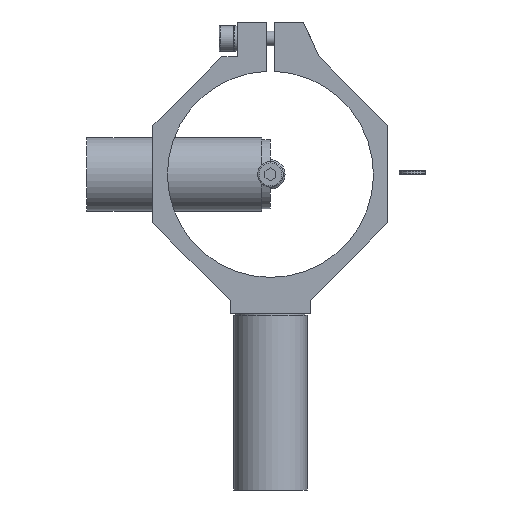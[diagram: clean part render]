
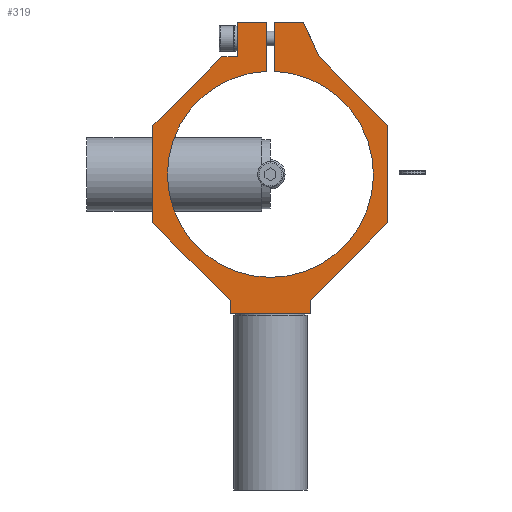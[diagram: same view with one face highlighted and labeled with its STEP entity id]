
A CAD part, left-side view. The second image highlights one B-rep face of the part: STEP entity #319.
In plain terms, the highlighted planar face has unit normal (-1, 0, 0).
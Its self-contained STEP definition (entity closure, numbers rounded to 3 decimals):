
#319 = ADVANCED_FACE( '', ( #837 ), #838, .T. );
#837 = FACE_OUTER_BOUND( '', #1574, .T. );
#838 = PLANE( '', #1575 );
#1574 = EDGE_LOOP( '', ( #2613, #2614, #2615, #2616, #2617, #2618, #2619, #2620, #2621, #2622, #2623, #2624, #2625, #2626, #2627, #2628, #2629 ) );
#1575 = AXIS2_PLACEMENT_3D( '', #2630, #2631, #2632 );
#2613 = ORIENTED_EDGE( '', *, *, #4800, .F. );
#2614 = ORIENTED_EDGE( '', *, *, #4801, .F. );
#2615 = ORIENTED_EDGE( '', *, *, #4802, .T. );
#2616 = ORIENTED_EDGE( '', *, *, #4803, .T. );
#2617 = ORIENTED_EDGE( '', *, *, #4781, .F. );
#2618 = ORIENTED_EDGE( '', *, *, #4804, .T. );
#2619 = ORIENTED_EDGE( '', *, *, #4805, .T. );
#2620 = ORIENTED_EDGE( '', *, *, #4806, .T. );
#2621 = ORIENTED_EDGE( '', *, *, #4807, .T. );
#2622 = ORIENTED_EDGE( '', *, *, #4808, .T. );
#2623 = ORIENTED_EDGE( '', *, *, #4809, .T. );
#2624 = ORIENTED_EDGE( '', *, *, #4810, .T. );
#2625 = ORIENTED_EDGE( '', *, *, #4811, .T. );
#2626 = ORIENTED_EDGE( '', *, *, #4812, .T. );
#2627 = ORIENTED_EDGE( '', *, *, #4813, .T. );
#2628 = ORIENTED_EDGE( '', *, *, #4589, .T. );
#2629 = ORIENTED_EDGE( '', *, *, #4814, .T. );
#2630 = CARTESIAN_POINT( '', ( -10., 80., 45.693 ) );
#2631 = DIRECTION( '', ( -1., 0., 0. ) );
#2632 = DIRECTION( '', ( 0., 0., 1. ) );
#4589 = EDGE_CURVE( '', #5572, #5570, #5573, .T. );
#4781 = EDGE_CURVE( '', #5941, #5943, #5944, .T. );
#4800 = EDGE_CURVE( '', #5971, #5972, #5973, .T. );
#4801 = EDGE_CURVE( '', #5974, #5971, #5975, .T. );
#4802 = EDGE_CURVE( '', #5974, #5976, #5977, .T. );
#4803 = EDGE_CURVE( '', #5976, #5943, #5978, .T. );
#4804 = EDGE_CURVE( '', #5941, #5979, #5980, .T. );
#4805 = EDGE_CURVE( '', #5979, #5981, #5982, .T. );
#4806 = EDGE_CURVE( '', #5981, #5983, #5984, .T. );
#4807 = EDGE_CURVE( '', #5983, #5985, #5986, .T. );
#4808 = EDGE_CURVE( '', #5985, #5987, #5988, .F. );
#4809 = EDGE_CURVE( '', #5987, #5989, #5990, .T. );
#4810 = EDGE_CURVE( '', #5989, #5991, #5992, .T. );
#4811 = EDGE_CURVE( '', #5991, #5993, #5994, .T. );
#4812 = EDGE_CURVE( '', #5993, #5995, #5996, .T. );
#4813 = EDGE_CURVE( '', #5995, #5572, #5997, .T. );
#4814 = EDGE_CURVE( '', #5570, #5972, #5998, .T. );
#5570 = VERTEX_POINT( '', #7084 );
#5572 = VERTEX_POINT( '', #7087 );
#5573 = LINE( '', #7088, #7089 );
#5941 = VERTEX_POINT( '', #7553 );
#5943 = VERTEX_POINT( '', #7556 );
#5944 = LINE( '', #7557, #7558 );
#5971 = VERTEX_POINT( '', #7595 );
#5972 = VERTEX_POINT( '', #7596 );
#5973 = LINE( '', #7597, #7598 );
#5974 = VERTEX_POINT( '', #7599 );
#5975 = LINE( '', #7600, #7601 );
#5976 = VERTEX_POINT( '', #7602 );
#5977 = LINE( '', #7603, #7604 );
#5978 = LINE( '', #7605, #7606 );
#5979 = VERTEX_POINT( '', #7607 );
#5980 = LINE( '', #7608, #7609 );
#5981 = VERTEX_POINT( '', #7610 );
#5982 = LINE( '', #7611, #7612 );
#5983 = VERTEX_POINT( '', #7613 );
#5984 = LINE( '', #7614, #7615 );
#5985 = VERTEX_POINT( '', #7616 );
#5986 = LINE( '', #7617, #7618 );
#5987 = VERTEX_POINT( '', #7619 );
#5988 = CIRCLE( '', #7620, 28.075 );
#5989 = VERTEX_POINT( '', #7621 );
#5990 = LINE( '', #7622, #7623 );
#5991 = VERTEX_POINT( '', #7624 );
#5992 = LINE( '', #7625, #7626 );
#5993 = VERTEX_POINT( '', #7627 );
#5994 = LINE( '', #7628, #7629 );
#5995 = VERTEX_POINT( '', #7630 );
#5996 = LINE( '', #7631, #7632 );
#5997 = LINE( '', #7633, #7634 );
#5998 = LINE( '', #7635, #7636 );
#7084 = CARTESIAN_POINT( '', ( -10., 32., -13.255 ) );
#7087 = CARTESIAN_POINT( '', ( -10., 32., 13.255 ) );
#7088 = CARTESIAN_POINT( '', ( -10., 32., -80. ) );
#7089 = VECTOR( '', #8814, 1000. );
#7553 = CARTESIAN_POINT( '', ( -10., -32., 13.255 ) );
#7556 = CARTESIAN_POINT( '', ( -10., -32., -13.255 ) );
#7557 = CARTESIAN_POINT( '', ( -10., -32., 45.693 ) );
#7558 = VECTOR( '', #9185, 1000. );
#7595 = CARTESIAN_POINT( '', ( -10., 11., -38. ) );
#7596 = CARTESIAN_POINT( '', ( -10., 11., -34.255 ) );
#7597 = CARTESIAN_POINT( '', ( -10., 11., -38. ) );
#7598 = VECTOR( '', #9205, 1000. );
#7599 = CARTESIAN_POINT( '', ( -10., -11., -38. ) );
#7600 = CARTESIAN_POINT( '', ( -10., -11., -38. ) );
#7601 = VECTOR( '', #9206, 1000. );
#7602 = CARTESIAN_POINT( '', ( -10., -11., -34.255 ) );
#7603 = CARTESIAN_POINT( '', ( -10., -11., -38. ) );
#7604 = VECTOR( '', #9207, 1000. );
#7605 = CARTESIAN_POINT( '', ( -10., -32., -13.255 ) );
#7606 = VECTOR( '', #9208, 1000. );
#7607 = CARTESIAN_POINT( '', ( -10., -13.255, 32.001 ) );
#7608 = CARTESIAN_POINT( '', ( -10., -13.255, 32.001 ) );
#7609 = VECTOR( '', #9209, 1000. );
#7610 = CARTESIAN_POINT( '', ( -10., -9., 41.5 ) );
#7611 = CARTESIAN_POINT( '', ( -10., -13.255, 32.001 ) );
#7612 = VECTOR( '', #9210, 1000. );
#7613 = CARTESIAN_POINT( '', ( -10., -1., 41.5 ) );
#7614 = CARTESIAN_POINT( '', ( -10., 32., 41.5 ) );
#7615 = VECTOR( '', #9211, 1000. );
#7616 = CARTESIAN_POINT( '', ( -10., -1., 28.057 ) );
#7617 = CARTESIAN_POINT( '', ( -10., -1., 0. ) );
#7618 = VECTOR( '', #9212, 1000. );
#7619 = CARTESIAN_POINT( '', ( -10., 1., 28.057 ) );
#7620 = AXIS2_PLACEMENT_3D( '', #9213, #9214, #9215 );
#7621 = CARTESIAN_POINT( '', ( -10., 1., 41.5 ) );
#7622 = CARTESIAN_POINT( '', ( -10., 1., 41.5 ) );
#7623 = VECTOR( '', #9216, 1000. );
#7624 = CARTESIAN_POINT( '', ( -10., 9., 41.5 ) );
#7625 = CARTESIAN_POINT( '', ( -10., 32., 41.5 ) );
#7626 = VECTOR( '', #9217, 1000. );
#7627 = CARTESIAN_POINT( '', ( -10., 9., 32.001 ) );
#7628 = CARTESIAN_POINT( '', ( -10., 9., 32.001 ) );
#7629 = VECTOR( '', #9218, 1000. );
#7630 = CARTESIAN_POINT( '', ( -10., 13.255, 32.001 ) );
#7631 = CARTESIAN_POINT( '', ( -10., 13.255, 32.001 ) );
#7632 = VECTOR( '', #9219, 1000. );
#7633 = CARTESIAN_POINT( '', ( -10., 32., 13.255 ) );
#7634 = VECTOR( '', #9220, 1000. );
#7635 = CARTESIAN_POINT( '', ( -10., 32., -13.255 ) );
#7636 = VECTOR( '', #9221, 1000. );
#8814 = DIRECTION( '', ( 0., 0., -1. ) );
#9185 = DIRECTION( '', ( 0., 0., -1. ) );
#9205 = DIRECTION( '', ( 0., 0., 1. ) );
#9206 = DIRECTION( '', ( 0., 1., 0. ) );
#9207 = DIRECTION( '', ( 0., 0., 1. ) );
#9208 = DIRECTION( '', ( 0., -0.707, 0.707 ) );
#9209 = DIRECTION( '', ( 0., 0.707, 0.707 ) );
#9210 = DIRECTION( '', ( 0., 0.409, 0.913 ) );
#9211 = DIRECTION( '', ( 0., 1., 0. ) );
#9212 = DIRECTION( '', ( 0., 0., -1. ) );
#9213 = CARTESIAN_POINT( '', ( -10., 0., 0. ) );
#9214 = DIRECTION( '', ( -1., 0., 0. ) );
#9215 = DIRECTION( '', ( 0., 0., 1. ) );
#9216 = DIRECTION( '', ( 0., 0., 1. ) );
#9217 = DIRECTION( '', ( 0., 1., 0. ) );
#9218 = DIRECTION( '', ( 0., 0., -1. ) );
#9219 = DIRECTION( '', ( 0., 1., 0. ) );
#9220 = DIRECTION( '', ( 0., 0.707, -0.707 ) );
#9221 = DIRECTION( '', ( 0., -0.707, -0.707 ) );
